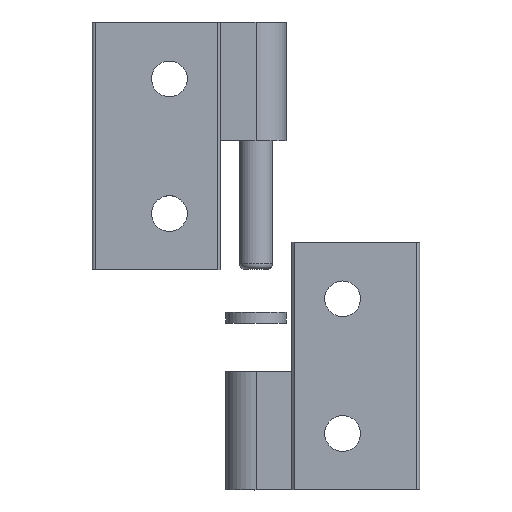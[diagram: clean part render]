
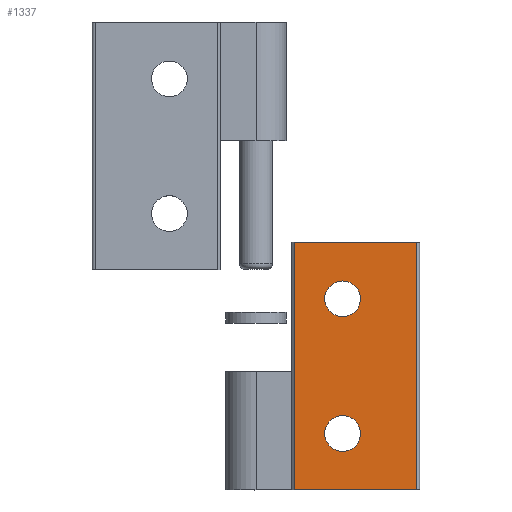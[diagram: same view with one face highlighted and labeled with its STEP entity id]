
A CAD part, top view. The second image highlights one B-rep face of the part: STEP entity #1337.
In plain terms, the highlighted face is planar.
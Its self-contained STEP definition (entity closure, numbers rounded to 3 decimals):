
#909=CARTESIAN_POINT('',(2.25,-15.75,-12.25));
#910=DIRECTION('',(-1.,0.,0.));
#911=DIRECTION('',(0.,0.,-1.));
#912=AXIS2_PLACEMENT_3D('',#909,#910,#911);
#914=CARTESIAN_POINT('',(2.25,-15.75,-12.25));
#915=DIRECTION('',(-1.,0.,0.));
#916=DIRECTION('',(0.,0.,1.));
#917=AXIS2_PLACEMENT_3D('',#914,#915,#916);
#919=CARTESIAN_POINT('',(2.25,-15.75,12.25));
#920=DIRECTION('',(-1.,0.,0.));
#921=DIRECTION('',(0.,0.,-1.));
#922=AXIS2_PLACEMENT_3D('',#919,#920,#921);
#924=CARTESIAN_POINT('',(2.25,-15.75,12.25));
#925=DIRECTION('',(-1.,0.,0.));
#926=DIRECTION('',(0.,0.,1.));
#927=AXIS2_PLACEMENT_3D('',#924,#925,#926);
#929=DIRECTION('',(0.,0.,-1.));
#930=VECTOR('',#929,45.);
#931=CARTESIAN_POINT('',(2.25,-29.25,22.5));
#932=LINE('',#931,#930);
#933=DIRECTION('',(0.,-1.,0.));
#934=VECTOR('',#933,22.25);
#935=CARTESIAN_POINT('',(2.25,-7.,22.5));
#936=LINE('',#935,#934);
#937=DIRECTION('',(0.,0.,1.));
#938=VECTOR('',#937,45.);
#939=CARTESIAN_POINT('',(2.25,-7.,-22.5));
#940=LINE('',#939,#938);
#941=DIRECTION('',(0.,1.,0.));
#942=VECTOR('',#941,22.25);
#943=CARTESIAN_POINT('',(2.25,-29.25,-22.5));
#944=LINE('',#943,#942);
#997=CARTESIAN_POINT('',(2.25,-15.75,-15.5));
#998=CARTESIAN_POINT('',(2.25,-15.75,-9.));
#999=VERTEX_POINT('',#997);
#1000=VERTEX_POINT('',#998);
#1001=CARTESIAN_POINT('',(2.25,-15.75,9.));
#1002=CARTESIAN_POINT('',(2.25,-15.75,15.5));
#1003=VERTEX_POINT('',#1001);
#1004=VERTEX_POINT('',#1002);
#1025=CARTESIAN_POINT('',(2.25,-7.,22.5));
#1027=VERTEX_POINT('',#1025);
#1031=CARTESIAN_POINT('',(2.25,-7.,-22.5));
#1032=VERTEX_POINT('',#1031);
#1041=CARTESIAN_POINT('',(2.25,-29.25,-22.5));
#1043=VERTEX_POINT('',#1041);
#1047=CARTESIAN_POINT('',(2.25,-29.25,22.5));
#1048=VERTEX_POINT('',#1047);
#1314=CARTESIAN_POINT('',(2.25,0.,0.));
#1315=DIRECTION('',(1.,0.,0.));
#1316=DIRECTION('',(0.,0.,-1.));
#1317=AXIS2_PLACEMENT_3D('',#1314,#1315,#1316);
#1318=PLANE('',#1317);
#1319=ORIENTED_EDGE('',*,*,#1297,.F.);
#1320=ORIENTED_EDGE('',*,*,#1141,.F.);
#1321=ORIENTED_EDGE('',*,*,#1265,.F.);
#1322=ORIENTED_EDGE('',*,*,#1277,.F.);
#1323=EDGE_LOOP('',(#1319,#1320,#1321,#1322));
#1324=FACE_OUTER_BOUND('',#1323,.F.);
#1326=ORIENTED_EDGE('',*,*,#1325,.F.);
#1328=ORIENTED_EDGE('',*,*,#1327,.F.);
#1329=EDGE_LOOP('',(#1326,#1328));
#1330=FACE_BOUND('',#1329,.F.);
#1332=ORIENTED_EDGE('',*,*,#1331,.F.);
#1334=ORIENTED_EDGE('',*,*,#1333,.F.);
#1335=EDGE_LOOP('',(#1332,#1334));
#1336=FACE_BOUND('',#1335,.F.);
#1337=ADVANCED_FACE('',(#1324,#1330,#1336),#1318,.T.);
#913=CIRCLE('',#912,3.25);
#918=CIRCLE('',#917,3.25);
#923=CIRCLE('',#922,3.25);
#928=CIRCLE('',#927,3.25);
#1141=EDGE_CURVE('',#1027,#1048,#936,.T.);
#1265=EDGE_CURVE('',#1032,#1027,#940,.T.);
#1277=EDGE_CURVE('',#1043,#1032,#944,.T.);
#1297=EDGE_CURVE('',#1048,#1043,#932,.T.);
#1325=EDGE_CURVE('',#999,#1000,#913,.T.);
#1327=EDGE_CURVE('',#1000,#999,#918,.T.);
#1331=EDGE_CURVE('',#1003,#1004,#923,.T.);
#1333=EDGE_CURVE('',#1004,#1003,#928,.T.);
